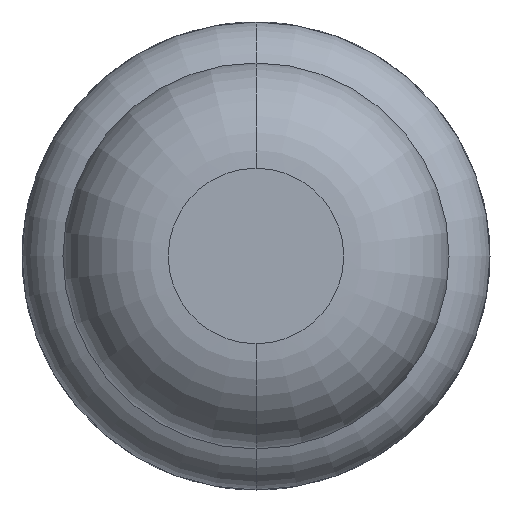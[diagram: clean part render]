
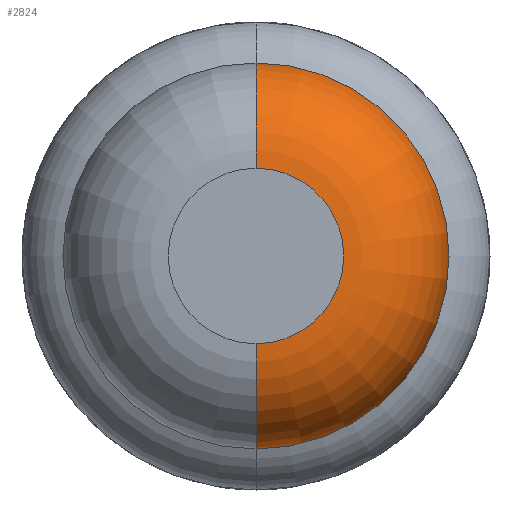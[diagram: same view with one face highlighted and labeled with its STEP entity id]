
A CAD part, front view. The second image highlights one B-rep face of the part: STEP entity #2824.
In plain terms, the highlighted toroidal (fillet/blend) face has major radius 0.375 mm and minor radius 0.45 mm.
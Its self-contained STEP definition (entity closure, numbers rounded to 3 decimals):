
#73 = ORIENTED_EDGE ( 'NONE', *, *, #3613, .F. ) ;
#251 = DIRECTION ( 'NONE',  ( 0., 0., 1. ) ) ;
#318 = TOROIDAL_SURFACE ( 'NONE', #3043, 0.375, 0.45 ) ;
#375 = CIRCLE ( 'NONE', #1156, 0.45 ) ;
#1113 = CARTESIAN_POINT ( 'NONE',  ( 0., -29., 0. ) ) ;
#1156 = AXIS2_PLACEMENT_3D ( 'NONE', #3673, #2487, #251 ) ;
#1266 = VERTEX_POINT ( 'NONE', #1649 ) ;
#1429 = CARTESIAN_POINT ( 'NONE',  ( 0., -28.55, -0.375 ) ) ;
#1465 = DIRECTION ( 'NONE',  ( 0., 1., 0. ) ) ;
#1493 = DIRECTION ( 'NONE',  ( 1., 0., 0. ) ) ;
#1510 = CIRCLE ( 'NONE', #3292, 0.825 ) ;
#1529 = EDGE_CURVE ( 'Defeature ausgef�hrt4_7+Defeature ausgef�hrt4_6+Defeature ausgef�hrt4_6+Defeature ausgef�hrt4_6', #4212, #2922, #4815, .T. ) ;
#1594 = CARTESIAN_POINT ( 'NONE',  ( 0., -28.55, 0.825 ) ) ;
#1649 = CARTESIAN_POINT ( 'NONE',  ( 0., -28.55, -0.825 ) ) ;
#1674 = ORIENTED_EDGE ( 'NONE', *, *, #2295, .T. ) ;
#1690 = DIRECTION ( 'NONE',  ( 0., 0., 1. ) ) ;
#1720 = DIRECTION ( 'NONE',  ( 0., 1., 0. ) ) ;
#1917 = CIRCLE ( 'NONE', #1996, 0.45 ) ;
#1996 = AXIS2_PLACEMENT_3D ( 'NONE', #1429, #1493, #3346 ) ;
#2020 = VERTEX_POINT ( 'NONE', #1594 ) ;
#2295 = EDGE_CURVE ( 'NONE', #2922, #1266, #1917, .T. ) ;
#2392 = CARTESIAN_POINT ( 'NONE',  ( 0., -29., -0.375 ) ) ;
#2487 = DIRECTION ( 'NONE',  ( -1., 0., 0. ) ) ;
#2824 = ADVANCED_FACE ( 'Defeature ausgef�hrt4_7', ( #4692 ), #318, .T. ) ;
#2922 = VERTEX_POINT ( 'NONE', #2392 ) ;
#2969 = DIRECTION ( 'NONE',  ( 0., 1., 0. ) ) ;
#3032 = EDGE_CURVE ( 'Defeature ausgef�hrt4_8+Defeature ausgef�hrt4_7+Defeature ausgef�hrt4_7+Defeature ausgef�hrt4_7', #2020, #1266, #1510, .T. ) ;
#3043 = AXIS2_PLACEMENT_3D ( 'NONE', #3751, #1465, #4906 ) ;
#3047 = ORIENTED_EDGE ( 'NONE', *, *, #1529, .T. ) ;
#3232 = CARTESIAN_POINT ( 'NONE',  ( 0., -28.55, 0. ) ) ;
#3292 = AXIS2_PLACEMENT_3D ( 'NONE', #3232, #1720, #1690 ) ;
#3346 = DIRECTION ( 'NONE',  ( 0., 0., -1. ) ) ;
#3599 = ORIENTED_EDGE ( 'NONE', *, *, #3032, .F. ) ;
#3613 = EDGE_CURVE ( 'NONE', #4212, #2020, #375, .T. ) ;
#3673 = CARTESIAN_POINT ( 'NONE',  ( 0., -28.55, 0.375 ) ) ;
#3751 = CARTESIAN_POINT ( 'NONE',  ( 0., -28.55, 0. ) ) ;
#3937 = AXIS2_PLACEMENT_3D ( 'NONE', #1113, #2969, #4563 ) ;
#4212 = VERTEX_POINT ( 'NONE', #4730 ) ;
#4563 = DIRECTION ( 'NONE',  ( 0., 0., 1. ) ) ;
#4637 = EDGE_LOOP ( 'NONE', ( #3047, #1674, #3599, #73 ) ) ;
#4692 = FACE_OUTER_BOUND ( 'NONE', #4637, .T. ) ;
#4730 = CARTESIAN_POINT ( 'NONE',  ( 0., -29., 0.375 ) ) ;
#4815 = CIRCLE ( 'NONE', #3937, 0.375 ) ;
#4906 = DIRECTION ( 'NONE',  ( 0., 0., 1. ) ) ;
